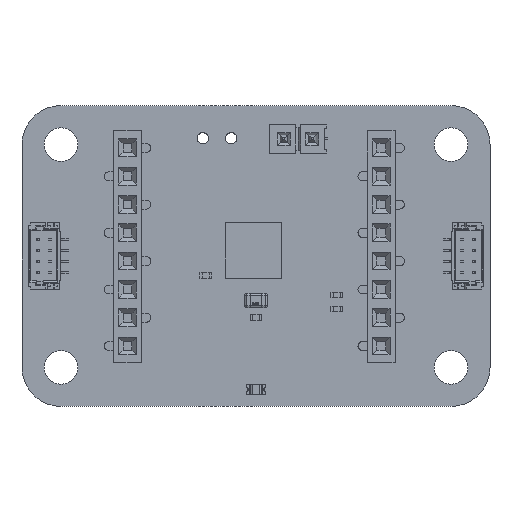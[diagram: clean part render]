
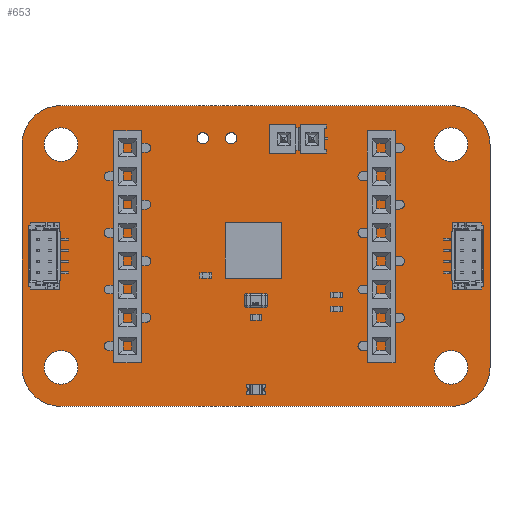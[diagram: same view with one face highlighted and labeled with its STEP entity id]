
A CAD part, top view. The second image highlights one B-rep face of the part: STEP entity #653.
In plain terms, the highlighted planar face has unit normal (0, 0, 1).
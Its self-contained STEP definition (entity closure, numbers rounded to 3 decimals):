
#100 = VERTEX_POINT('',#101);
#101 = CARTESIAN_POINT('',(0.,3.5,1.36));
#107 = EDGE_CURVE('',#100,#108,#110,.T.);
#108 = VERTEX_POINT('',#109);
#109 = CARTESIAN_POINT('',(0.,23.5,1.36));
#110 = LINE('',#111,#112);
#111 = CARTESIAN_POINT('',(0.,3.5,1.36));
#112 = VECTOR('',#113,1.);
#113 = DIRECTION('',(0.,1.,0.));
#138 = EDGE_CURVE('',#108,#139,#141,.T.);
#139 = VERTEX_POINT('',#140);
#140 = CARTESIAN_POINT('',(3.5,27.,1.36));
#141 = CIRCLE('',#142,3.5);
#142 = AXIS2_PLACEMENT_3D('',#143,#144,#145);
#143 = CARTESIAN_POINT('',(3.5,23.5,1.36));
#144 = DIRECTION('',(0.,0.,-1.));
#145 = DIRECTION('',(-1.,0.,-0.));
#171 = EDGE_CURVE('',#139,#172,#174,.T.);
#172 = VERTEX_POINT('',#173);
#173 = CARTESIAN_POINT('',(38.5,27.,1.36));
#174 = LINE('',#175,#176);
#175 = CARTESIAN_POINT('',(3.5,27.,1.36));
#176 = VECTOR('',#177,1.);
#177 = DIRECTION('',(1.,0.,0.));
#202 = EDGE_CURVE('',#172,#203,#205,.T.);
#203 = VERTEX_POINT('',#204);
#204 = CARTESIAN_POINT('',(42.,23.5,1.36));
#205 = CIRCLE('',#206,3.5);
#206 = AXIS2_PLACEMENT_3D('',#207,#208,#209);
#207 = CARTESIAN_POINT('',(38.5,23.5,1.36));
#208 = DIRECTION('',(0.,0.,-1.));
#209 = DIRECTION('',(0.,1.,0.));
#235 = EDGE_CURVE('',#203,#236,#238,.T.);
#236 = VERTEX_POINT('',#237);
#237 = CARTESIAN_POINT('',(42.,3.5,1.36));
#238 = LINE('',#239,#240);
#239 = CARTESIAN_POINT('',(42.,23.5,1.36));
#240 = VECTOR('',#241,1.);
#241 = DIRECTION('',(0.,-1.,0.));
#266 = EDGE_CURVE('',#236,#267,#269,.T.);
#267 = VERTEX_POINT('',#268);
#268 = CARTESIAN_POINT('',(38.5,0.,1.36));
#269 = CIRCLE('',#270,3.5);
#270 = AXIS2_PLACEMENT_3D('',#271,#272,#273);
#271 = CARTESIAN_POINT('',(38.5,3.5,1.36));
#272 = DIRECTION('',(0.,0.,-1.));
#273 = DIRECTION('',(1.,0.,0.));
#299 = EDGE_CURVE('',#267,#300,#302,.T.);
#300 = VERTEX_POINT('',#301);
#301 = CARTESIAN_POINT('',(3.5,0.,1.36));
#302 = LINE('',#303,#304);
#303 = CARTESIAN_POINT('',(38.5,0.,1.36));
#304 = VECTOR('',#305,1.);
#305 = DIRECTION('',(-1.,0.,0.));
#330 = EDGE_CURVE('',#300,#100,#331,.T.);
#331 = CIRCLE('',#332,3.5);
#332 = AXIS2_PLACEMENT_3D('',#333,#334,#335);
#333 = CARTESIAN_POINT('',(3.5,3.5,1.36));
#334 = DIRECTION('',(0.,0.,-1.));
#335 = DIRECTION('',(0.,-1.,0.));
#356 = VERTEX_POINT('',#357);
#357 = CARTESIAN_POINT('',(5.,23.5,1.36));
#363 = EDGE_CURVE('',#356,#356,#364,.T.);
#364 = CIRCLE('',#365,1.5);
#365 = AXIS2_PLACEMENT_3D('',#366,#367,#368);
#366 = CARTESIAN_POINT('',(3.5,23.5,1.36));
#367 = DIRECTION('',(0.,0.,1.));
#368 = DIRECTION('',(1.,0.,-0.));
#389 = VERTEX_POINT('',#390);
#390 = CARTESIAN_POINT('',(5.,3.5,1.36));
#396 = EDGE_CURVE('',#389,#389,#397,.T.);
#397 = CIRCLE('',#398,1.5);
#398 = AXIS2_PLACEMENT_3D('',#399,#400,#401);
#399 = CARTESIAN_POINT('',(3.5,3.5,1.36));
#400 = DIRECTION('',(0.,0.,1.));
#401 = DIRECTION('',(1.,0.,-0.));
#422 = VERTEX_POINT('',#423);
#423 = CARTESIAN_POINT('',(16.738,24.06,1.36));
#429 = EDGE_CURVE('',#422,#422,#430,.T.);
#430 = CIRCLE('',#431,0.508);
#431 = AXIS2_PLACEMENT_3D('',#432,#433,#434);
#432 = CARTESIAN_POINT('',(16.23,24.06,1.36));
#433 = DIRECTION('',(0.,0.,1.));
#434 = DIRECTION('',(1.,0.,-0.));
#455 = VERTEX_POINT('',#456);
#456 = CARTESIAN_POINT('',(19.278,24.06,1.36));
#462 = EDGE_CURVE('',#455,#455,#463,.T.);
#463 = CIRCLE('',#464,0.508);
#464 = AXIS2_PLACEMENT_3D('',#465,#466,#467);
#465 = CARTESIAN_POINT('',(18.77,24.06,1.36));
#466 = DIRECTION('',(0.,0.,1.));
#467 = DIRECTION('',(1.,0.,-0.));
#488 = VERTEX_POINT('',#489);
#489 = CARTESIAN_POINT('',(40.,23.5,1.36));
#495 = EDGE_CURVE('',#488,#488,#496,.T.);
#496 = CIRCLE('',#497,1.5);
#497 = AXIS2_PLACEMENT_3D('',#498,#499,#500);
#498 = CARTESIAN_POINT('',(38.5,23.5,1.36));
#499 = DIRECTION('',(0.,0.,1.));
#500 = DIRECTION('',(1.,0.,-0.));
#521 = VERTEX_POINT('',#522);
#522 = CARTESIAN_POINT('',(40.,3.5,1.36));
#528 = EDGE_CURVE('',#521,#521,#529,.T.);
#529 = CIRCLE('',#530,1.5);
#530 = AXIS2_PLACEMENT_3D('',#531,#532,#533);
#531 = CARTESIAN_POINT('',(38.5,3.5,1.36));
#532 = DIRECTION('',(0.,0.,1.));
#533 = DIRECTION('',(1.,0.,-0.));
#554 = VERTEX_POINT('',#555);
#555 = CARTESIAN_POINT('',(24.01,24.,1.36));
#561 = EDGE_CURVE('',#554,#554,#562,.T.);
#562 = CIRCLE('',#563,0.51);
#563 = AXIS2_PLACEMENT_3D('',#564,#565,#566);
#564 = CARTESIAN_POINT('',(23.5,24.,1.36));
#565 = DIRECTION('',(0.,0.,1.));
#566 = DIRECTION('',(1.,0.,-0.));
#587 = VERTEX_POINT('',#588);
#588 = CARTESIAN_POINT('',(26.55,24.,1.36));
#594 = EDGE_CURVE('',#587,#587,#595,.T.);
#595 = CIRCLE('',#596,0.51);
#596 = AXIS2_PLACEMENT_3D('',#597,#598,#599);
#597 = CARTESIAN_POINT('',(26.04,24.,1.36));
#598 = DIRECTION('',(0.,0.,1.));
#599 = DIRECTION('',(1.,0.,-0.));
#653 = ADVANCED_FACE('',(#654,#664,#667,#670,#673,#676,#679,#682,#685),
  #688,.F.);
#654 = FACE_BOUND('',#655,.F.);
#655 = EDGE_LOOP('',(#656,#657,#658,#659,#660,#661,#662,#663));
#656 = ORIENTED_EDGE('',*,*,#107,.T.);
#657 = ORIENTED_EDGE('',*,*,#138,.T.);
#658 = ORIENTED_EDGE('',*,*,#171,.T.);
#659 = ORIENTED_EDGE('',*,*,#202,.T.);
#660 = ORIENTED_EDGE('',*,*,#235,.T.);
#661 = ORIENTED_EDGE('',*,*,#266,.T.);
#662 = ORIENTED_EDGE('',*,*,#299,.T.);
#663 = ORIENTED_EDGE('',*,*,#330,.T.);
#664 = FACE_BOUND('',#665,.F.);
#665 = EDGE_LOOP('',(#666));
#666 = ORIENTED_EDGE('',*,*,#363,.T.);
#667 = FACE_BOUND('',#668,.F.);
#668 = EDGE_LOOP('',(#669));
#669 = ORIENTED_EDGE('',*,*,#396,.T.);
#670 = FACE_BOUND('',#671,.F.);
#671 = EDGE_LOOP('',(#672));
#672 = ORIENTED_EDGE('',*,*,#429,.T.);
#673 = FACE_BOUND('',#674,.F.);
#674 = EDGE_LOOP('',(#675));
#675 = ORIENTED_EDGE('',*,*,#462,.T.);
#676 = FACE_BOUND('',#677,.F.);
#677 = EDGE_LOOP('',(#678));
#678 = ORIENTED_EDGE('',*,*,#495,.T.);
#679 = FACE_BOUND('',#680,.F.);
#680 = EDGE_LOOP('',(#681));
#681 = ORIENTED_EDGE('',*,*,#528,.T.);
#682 = FACE_BOUND('',#683,.F.);
#683 = EDGE_LOOP('',(#684));
#684 = ORIENTED_EDGE('',*,*,#561,.T.);
#685 = FACE_BOUND('',#686,.F.);
#686 = EDGE_LOOP('',(#687));
#687 = ORIENTED_EDGE('',*,*,#594,.T.);
#688 = PLANE('',#689);
#689 = AXIS2_PLACEMENT_3D('',#690,#691,#692);
#690 = CARTESIAN_POINT('',(21.,13.5,1.36));
#691 = DIRECTION('',(-0.,-0.,-1.));
#692 = DIRECTION('',(-1.,0.,0.));
